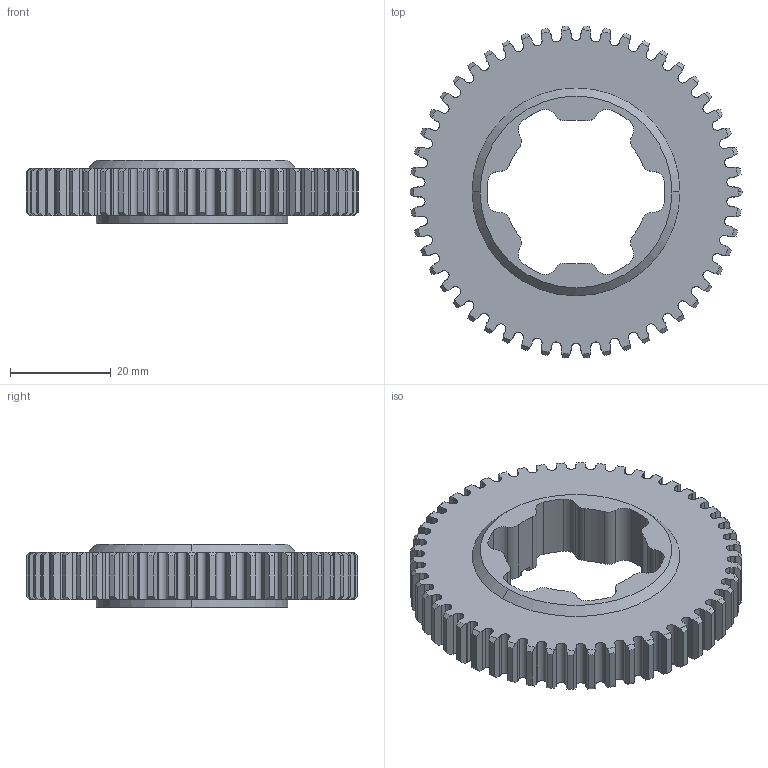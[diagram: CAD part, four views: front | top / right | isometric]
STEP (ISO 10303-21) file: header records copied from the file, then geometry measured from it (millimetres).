
FILE_DESCRIPTION (( 'STEP AP203' ), '1' );
FILE_NAME ('REV-21-3019.STEP', '2024-12-10T21:04:27', ( '' ), ( '' ), 'SwSTEP 2.0', 'SolidWorks 2022', '' );
FILE_SCHEMA (( 'CONFIG_CONTROL_DESIGN' ));
Length unit declared in the file: inch
Products named in the file (1): REV-21-3019
Bounding box: 65.94 x 65.87 x 12.7 mm (x, y, z)
Volume: 14018.6 mm3; surface area: 11877.3 mm2
Topology: 1 solids, 1 shells, 587 faces, 1741 edges, 1158 vertices
Faces by surface type: bspline 200, cylinder 168, plane 108, cone 107, torus 4
Entity records: 25752 total; most frequent: CARTESIAN_POINT 11294, ORIENTED_EDGE 3482, DIRECTION 2371, EDGE_CURVE 1741, VERTEX_POINT 1158, AXIS2_PLACEMENT_3D 845, VECTOR 681, LINE 681
